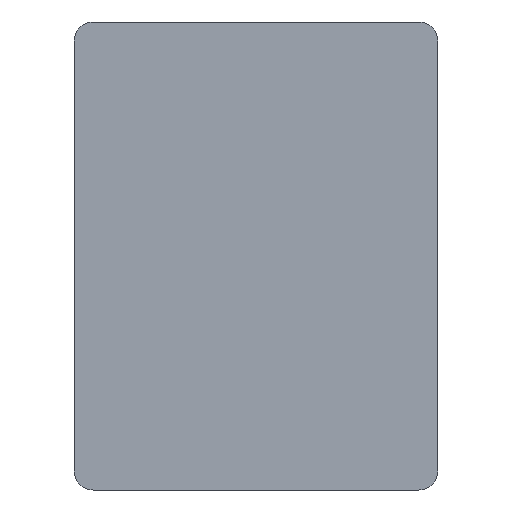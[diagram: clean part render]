
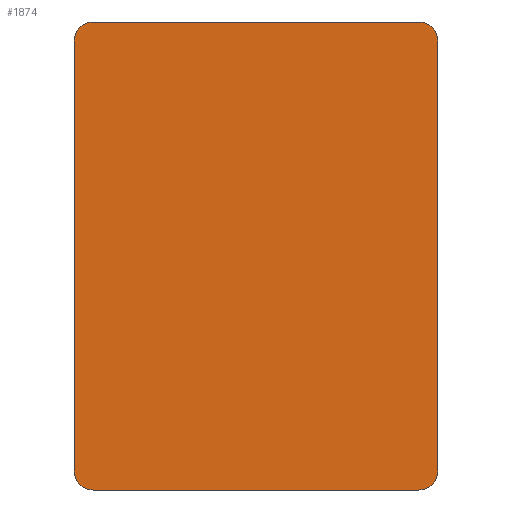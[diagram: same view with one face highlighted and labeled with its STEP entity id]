
A CAD part, front view. The second image highlights one B-rep face of the part: STEP entity #1874.
In plain terms, the highlighted planar face has unit normal (0, -1, 0).
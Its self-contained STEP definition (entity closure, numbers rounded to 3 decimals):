
#67=PLANE('',#2080);
#137=FACE_OUTER_BOUND('',#244,.T.);
#244=EDGE_LOOP('',(#1536,#1537,#1538,#1539,#1540,#1541,#1542,#1543));
#428=LINE('',#3189,#591);
#431=LINE('',#3195,#594);
#432=LINE('',#3199,#595);
#433=LINE('',#3203,#596);
#591=VECTOR('',#2572,10.);
#594=VECTOR('',#2577,10.);
#595=VECTOR('',#2580,10.);
#596=VECTOR('',#2583,10.);
#702=CIRCLE('',#2077,5.);
#704=CIRCLE('',#2081,5.);
#705=CIRCLE('',#2082,5.);
#706=CIRCLE('',#2083,5.);
#886=VERTEX_POINT('',#3179);
#887=VERTEX_POINT('',#3180);
#890=VERTEX_POINT('',#3188);
#892=VERTEX_POINT('',#3194);
#893=VERTEX_POINT('',#3196);
#894=VERTEX_POINT('',#3198);
#895=VERTEX_POINT('',#3200);
#896=VERTEX_POINT('',#3202);
#1136=EDGE_CURVE('',#886,#887,#702,.T.);
#1140=EDGE_CURVE('',#887,#890,#428,.T.);
#1143=EDGE_CURVE('',#892,#886,#431,.T.);
#1144=EDGE_CURVE('',#893,#892,#704,.T.);
#1145=EDGE_CURVE('',#894,#893,#432,.T.);
#1146=EDGE_CURVE('',#895,#894,#705,.T.);
#1147=EDGE_CURVE('',#896,#895,#433,.T.);
#1148=EDGE_CURVE('',#890,#896,#706,.T.);
#1536=ORIENTED_EDGE('',*,*,#1136,.F.);
#1537=ORIENTED_EDGE('',*,*,#1143,.F.);
#1538=ORIENTED_EDGE('',*,*,#1144,.F.);
#1539=ORIENTED_EDGE('',*,*,#1145,.F.);
#1540=ORIENTED_EDGE('',*,*,#1146,.F.);
#1541=ORIENTED_EDGE('',*,*,#1147,.F.);
#1542=ORIENTED_EDGE('',*,*,#1148,.F.);
#1543=ORIENTED_EDGE('',*,*,#1140,.F.);
#1874=ADVANCED_FACE('',(#137),#67,.F.);
#2077=AXIS2_PLACEMENT_3D('',#3181,#2564,#2565);
#2080=AXIS2_PLACEMENT_3D('',#3193,#2575,#2576);
#2081=AXIS2_PLACEMENT_3D('',#3197,#2578,#2579);
#2082=AXIS2_PLACEMENT_3D('',#3201,#2581,#2582);
#2083=AXIS2_PLACEMENT_3D('',#3204,#2584,#2585);
#2564=DIRECTION('center_axis',(0.,1.,0.));
#2565=DIRECTION('ref_axis',(0.,0.,-1.));
#2572=DIRECTION('',(0.,0.,1.));
#2575=DIRECTION('center_axis',(0.,1.,0.));
#2576=DIRECTION('ref_axis',(0.,0.,1.));
#2577=DIRECTION('',(-1.,0.,0.));
#2578=DIRECTION('center_axis',(0.,1.,0.));
#2579=DIRECTION('ref_axis',(1.,0.,0.));
#2580=DIRECTION('',(0.,0.,-1.));
#2581=DIRECTION('center_axis',(0.,1.,0.));
#2582=DIRECTION('ref_axis',(0.,0.,1.));
#2583=DIRECTION('',(1.,0.,0.));
#2584=DIRECTION('center_axis',(0.,1.,0.));
#2585=DIRECTION('ref_axis',(-1.,0.,0.));
#3179=CARTESIAN_POINT('',(-42.7,0.,-61.39));
#3180=CARTESIAN_POINT('',(-47.7,0.,-56.39));
#3181=CARTESIAN_POINT('Origin',(-42.7,0.,-56.39));
#3188=CARTESIAN_POINT('',(-47.7,0.,56.39));
#3189=CARTESIAN_POINT('',(-47.7,0.,-61.39));
#3193=CARTESIAN_POINT('Origin',(0.,0.,0.));
#3194=CARTESIAN_POINT('',(42.7,0.,-61.39));
#3195=CARTESIAN_POINT('',(47.7,0.,-61.39));
#3196=CARTESIAN_POINT('',(47.7,0.,-56.39));
#3197=CARTESIAN_POINT('Origin',(42.7,0.,-56.39));
#3198=CARTESIAN_POINT('',(47.7,0.,56.39));
#3199=CARTESIAN_POINT('',(47.7,0.,61.39));
#3200=CARTESIAN_POINT('',(42.7,0.,61.39));
#3201=CARTESIAN_POINT('Origin',(42.7,0.,56.39));
#3202=CARTESIAN_POINT('',(-42.7,0.,61.39));
#3203=CARTESIAN_POINT('',(-47.7,0.,61.39));
#3204=CARTESIAN_POINT('Origin',(-42.7,0.,56.39));
